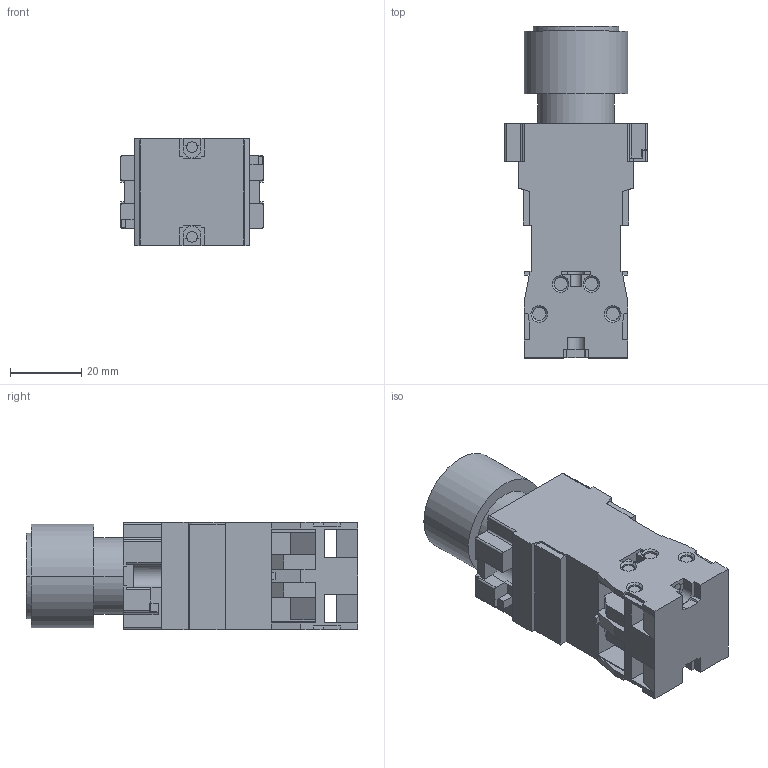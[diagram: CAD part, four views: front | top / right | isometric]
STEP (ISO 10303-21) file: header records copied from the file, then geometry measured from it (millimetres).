
FILE_DESCRIPTION((''),'2;1');
FILE_NAME('CDLA6H-BW3_ACDC24V_1NO_1NC_ROHS','2024-05-10T',('youjie.zhu'),(''),'PRO/ENGINEER BY PARAMETRIC TECHNOLOGY CORPORATION, 2015440','PRO/ENGINEER BY PARAMETRIC TECHNOLOGY CORPORATION, 2015440','');
FILE_SCHEMA(('CONFIG_CONTROL_DESIGN'));
Length unit declared in the file: millimetre
Products named in the file (1): CDLA6H-BW3_ACDC24V_1NO_1NC_ROHS
Bounding box: 40 x 93 x 30 mm (x, y, z)
Volume: 66838 mm3; surface area: 18091.1 mm2
Topology: 2 solids, 2 shells, 311 faces, 846 edges, 544 vertices
Faces by surface type: plane 233, cylinder 60, cone 16, torus 2
Entity records: 9736 total; most frequent: CARTESIAN_POINT 1719, ORIENTED_EDGE 1692, DIRECTION 1610, EDGE_CURVE 846, VECTOR 696, LINE 696, VERTEX_POINT 544, AXIS2_PLACEMENT_3D 457
